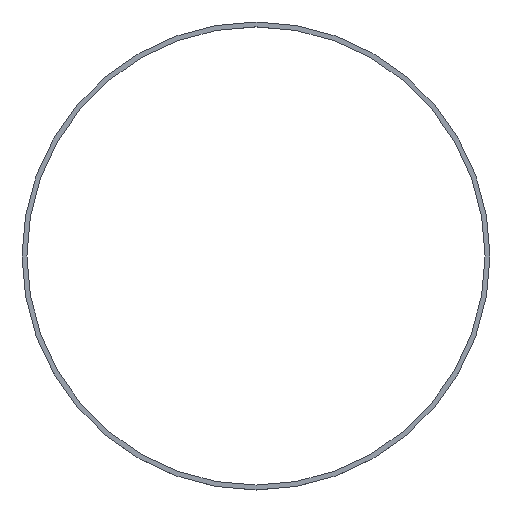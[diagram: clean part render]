
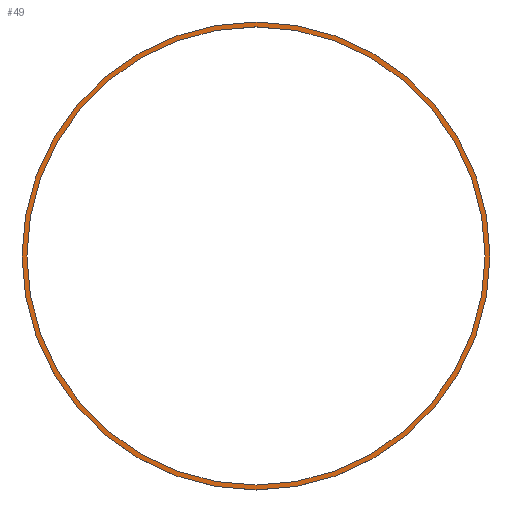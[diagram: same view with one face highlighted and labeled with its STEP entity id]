
A CAD part, top view. The second image highlights one B-rep face of the part: STEP entity #49.
In plain terms, the highlighted planar face has unit normal (0, 0, 1).
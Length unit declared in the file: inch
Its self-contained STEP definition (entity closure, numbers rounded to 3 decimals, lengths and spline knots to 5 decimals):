
#49 = ADVANCED_FACE( '', ( #60, #61 ), #62, .F. );
#60 = FACE_BOUND( '', #72, .T. );
#61 = FACE_OUTER_BOUND( '', #73, .T. );
#62 = PLANE( '', #74 );
#72 = EDGE_LOOP( '', ( #90 ) );
#73 = EDGE_LOOP( '', ( #91 ) );
#74 = AXIS2_PLACEMENT_3D( '', #92, #93, #94 );
#90 = ORIENTED_EDGE( '', *, *, #95, .T. );
#91 = ORIENTED_EDGE( '', *, *, #97, .F. );
#92 = CARTESIAN_POINT( '', ( 0., 0., 0.15748 ) );
#93 = DIRECTION( '', ( 0., 0., -1. ) );
#94 = DIRECTION( '', ( -1., 0., 0. ) );
#95 = EDGE_CURVE( '', #99, #99, #100, .T. );
#97 = EDGE_CURVE( '', #103, #103, #104, .T. );
#99 = VERTEX_POINT( '', #107 );
#100 = CIRCLE( '', #108, 2.75591 );
#103 = VERTEX_POINT( '', #111 );
#104 = CIRCLE( '', #112, 2.81496 );
#107 = CARTESIAN_POINT( '', ( 2.75591, 0., 0.15748 ) );
#108 = AXIS2_PLACEMENT_3D( '', #115, #116, #117 );
#111 = CARTESIAN_POINT( '', ( 2.81496, 0., 0.15748 ) );
#112 = AXIS2_PLACEMENT_3D( '', #121, #122, #123 );
#115 = CARTESIAN_POINT( '', ( 0., 0., 0.15748 ) );
#116 = DIRECTION( '', ( 0., 0., -1. ) );
#117 = DIRECTION( '', ( 1., 0., 0. ) );
#121 = CARTESIAN_POINT( '', ( 0., 0., 0.15748 ) );
#122 = DIRECTION( '', ( 0., 0., -1. ) );
#123 = DIRECTION( '', ( 1., 0., 0. ) );
